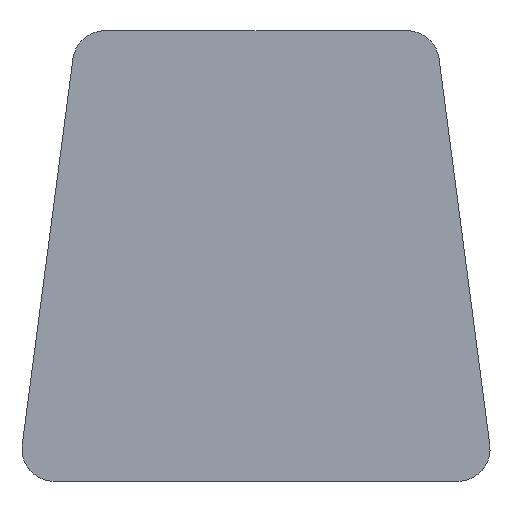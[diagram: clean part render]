
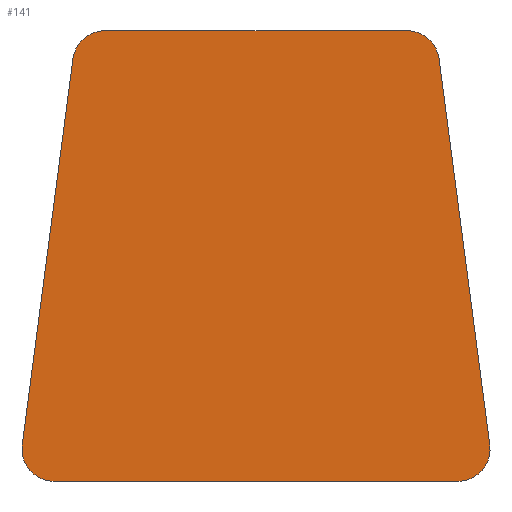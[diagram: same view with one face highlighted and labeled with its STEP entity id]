
A CAD part, front view. The second image highlights one B-rep face of the part: STEP entity #141.
In plain terms, the highlighted planar face has unit normal (0, -1, 0).
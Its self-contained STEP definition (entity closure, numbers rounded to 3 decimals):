
#10 = CARTESIAN_POINT ( 'NONE',  ( 32.859, 0., 49. ) ) ;
#26 = VERTEX_POINT ( 'NONE', #950 ) ;
#32 = VERTEX_POINT ( 'NONE', #120 ) ;
#52 = EDGE_CURVE ( 'NONE', #866, #32, #470, .T. ) ;
#62 = EDGE_CURVE ( 'NONE', #479, #306, #934, .T. ) ;
#76 = EDGE_CURVE ( 'NONE', #26, #211, #872, .T. ) ;
#82 = CARTESIAN_POINT ( 'NONE',  ( -50.836, 0., -41.088 ) ) ;
#111 = ORIENTED_EDGE ( 'NONE', *, *, #281, .F. ) ;
#120 = CARTESIAN_POINT ( 'NONE',  ( 39.8, 0., 42.912 ) ) ;
#123 = ORIENTED_EDGE ( 'NONE', *, *, #1043, .F. ) ;
#125 = CARTESIAN_POINT ( 'NONE',  ( -39.8, 0., 42.912 ) ) ;
#141 = ADVANCED_FACE ( 'NONE', ( #1092 ), #990, .T. ) ;
#176 = EDGE_CURVE ( 'NONE', #1012, #603, #596, .T. ) ;
#211 = VERTEX_POINT ( 'NONE', #82 ) ;
#219 = AXIS2_PLACEMENT_3D ( 'NONE', #773, #606, #1070 ) ;
#234 = AXIS2_PLACEMENT_3D ( 'NONE', #451, #1087, #445 ) ;
#255 = AXIS2_PLACEMENT_3D ( 'NONE', #370, #260, #632 ) ;
#260 = DIRECTION ( 'NONE',  ( 0., 1., 0. ) ) ;
#264 = AXIS2_PLACEMENT_3D ( 'NONE', #888, #1139, #792 ) ;
#281 = EDGE_CURVE ( 'NONE', #306, #866, #466, .T. ) ;
#306 = VERTEX_POINT ( 'NONE', #756 ) ;
#347 = LINE ( 'NONE', #453, #814 ) ;
#355 = LINE ( 'NONE', #1094, #662 ) ;
#370 = CARTESIAN_POINT ( 'NONE',  ( 43.895, 0., -42. ) ) ;
#392 = ORIENTED_EDGE ( 'NONE', *, *, #176, .F. ) ;
#445 = DIRECTION ( 'NONE',  ( 0., 0., -1. ) ) ;
#451 = CARTESIAN_POINT ( 'NONE',  ( -32.859, 0., 42. ) ) ;
#453 = CARTESIAN_POINT ( 'NONE',  ( 50.836, 0., -41.088 ) ) ;
#466 = LINE ( 'NONE', #10, #514 ) ;
#470 = CIRCLE ( 'NONE', #264, 7. ) ;
#472 = ORIENTED_EDGE ( 'NONE', *, *, #62, .F. ) ;
#479 = VERTEX_POINT ( 'NONE', #125 ) ;
#496 = CARTESIAN_POINT ( 'NONE',  ( -32.859, 0., 42. ) ) ;
#514 = VECTOR ( 'NONE', #1018, 1000. ) ;
#593 = DIRECTION ( 'NONE',  ( 0., 0., -1. ) ) ;
#596 = CIRCLE ( 'NONE', #255, 7. ) ;
#603 = VERTEX_POINT ( 'NONE', #808 ) ;
#606 = DIRECTION ( 'NONE',  ( 0., 1., 0. ) ) ;
#624 = EDGE_CURVE ( 'NONE', #603, #26, #355, .T. ) ;
#632 = DIRECTION ( 'NONE',  ( 0., 0., -1. ) ) ;
#662 = VECTOR ( 'NONE', #722, 1000. ) ;
#677 = EDGE_CURVE ( 'NONE', #32, #1012, #347, .T. ) ;
#691 = VECTOR ( 'NONE', #901, 1000. ) ;
#722 = DIRECTION ( 'NONE',  ( -1., 0., 0. ) ) ;
#756 = CARTESIAN_POINT ( 'NONE',  ( -32.859, 0., 49. ) ) ;
#767 = ORIENTED_EDGE ( 'NONE', *, *, #76, .F. ) ;
#773 = CARTESIAN_POINT ( 'NONE',  ( -43.895, 0., -42. ) ) ;
#792 = DIRECTION ( 'NONE',  ( 0., 0., -1. ) ) ;
#808 = CARTESIAN_POINT ( 'NONE',  ( 43.895, 0., -49. ) ) ;
#814 = VECTOR ( 'NONE', #1005, 1000. ) ;
#866 = VERTEX_POINT ( 'NONE', #883 ) ;
#872 = CIRCLE ( 'NONE', #219, 7. ) ;
#876 = DIRECTION ( 'NONE',  ( 0., 1., 0. ) ) ;
#883 = CARTESIAN_POINT ( 'NONE',  ( 32.859, 0., 49. ) ) ;
#888 = CARTESIAN_POINT ( 'NONE',  ( 32.859, 0., 42. ) ) ;
#893 = AXIS2_PLACEMENT_3D ( 'NONE', #496, #876, #593 ) ;
#895 = CARTESIAN_POINT ( 'NONE',  ( -39.8, 0., 42.912 ) ) ;
#901 = DIRECTION ( 'NONE',  ( 0.13, 0., 0.991 ) ) ;
#929 = ORIENTED_EDGE ( 'NONE', *, *, #677, .F. ) ;
#934 = CIRCLE ( 'NONE', #893, 7. ) ;
#950 = CARTESIAN_POINT ( 'NONE',  ( -43.895, 0., -49. ) ) ;
#960 = ORIENTED_EDGE ( 'NONE', *, *, #624, .F. ) ;
#990 = PLANE ( 'NONE',  #234 ) ;
#1005 = DIRECTION ( 'NONE',  ( 0.13, 0., -0.991 ) ) ;
#1012 = VERTEX_POINT ( 'NONE', #1166 ) ;
#1018 = DIRECTION ( 'NONE',  ( 1., 0., 0. ) ) ;
#1023 = EDGE_LOOP ( 'NONE', ( #472, #123, #767, #960, #392, #929, #1107, #111 ) ) ;
#1043 = EDGE_CURVE ( 'NONE', #211, #479, #1177, .T. ) ;
#1070 = DIRECTION ( 'NONE',  ( 0., 0., 1. ) ) ;
#1087 = DIRECTION ( 'NONE',  ( 0., -1., 0. ) ) ;
#1092 = FACE_OUTER_BOUND ( 'NONE', #1023, .T. ) ;
#1094 = CARTESIAN_POINT ( 'NONE',  ( -43.895, 0., -49. ) ) ;
#1107 = ORIENTED_EDGE ( 'NONE', *, *, #52, .F. ) ;
#1139 = DIRECTION ( 'NONE',  ( 0., 1., 0. ) ) ;
#1166 = CARTESIAN_POINT ( 'NONE',  ( 50.836, 0., -41.088 ) ) ;
#1177 = LINE ( 'NONE', #895, #691 ) ;
